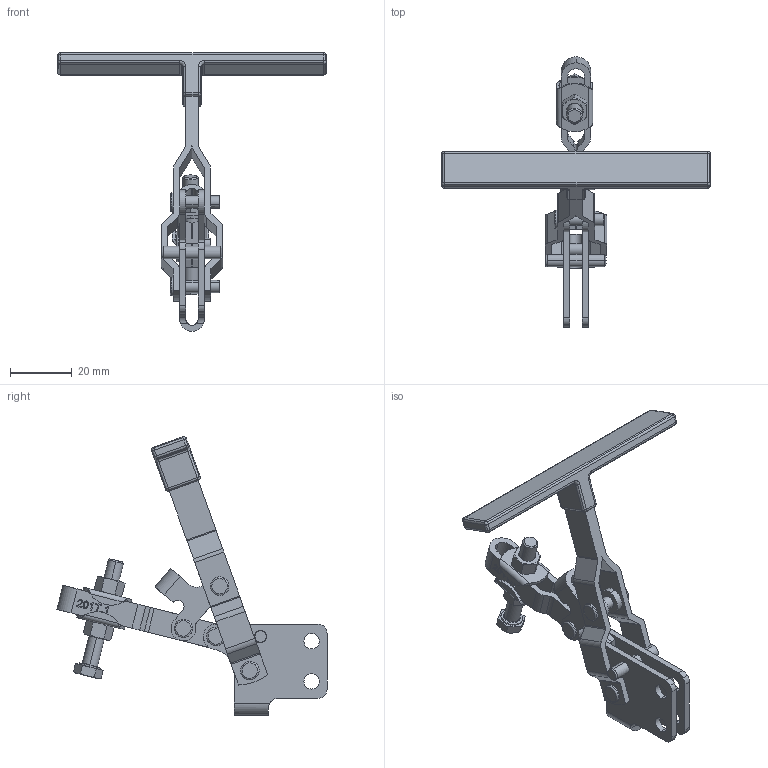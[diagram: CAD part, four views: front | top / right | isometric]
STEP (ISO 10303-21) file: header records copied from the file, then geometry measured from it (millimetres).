
FILE_DESCRIPTION((''),'2;1');
FILE_NAME('201T.1-opened.stp','2005-09-27T18:18:01',('Kysilko'),(''),'Autodesk Inventor 8','Autodesk Inventor 8','');
FILE_SCHEMA(('AUTOMOTIVE_DESIGN { 1 0 10303 214 1 1 1 1 }'));
Length unit declared in the file: millimetre
Products named in the file (1): Part61
Bounding box: 87 x 87.41 x 90.18 mm (x, y, z)
Volume: 15930.1 mm3; surface area: 14863.1 mm2
Topology: 1 solids, 6 shells, 518 faces, 1382 edges, 865 vertices
Faces by surface type: cylinder 186, plane 180, bspline 74, cone 52, sphere 14, torus 12
Entity records: 18397 total; most frequent: CARTESIAN_POINT 5616, ORIENTED_EDGE 2728, DIRECTION 2672, EDGE_CURVE 1364, AXIS2_PLACEMENT_3D 993, VERTEX_POINT 865, VECTOR 686, LINE 686
